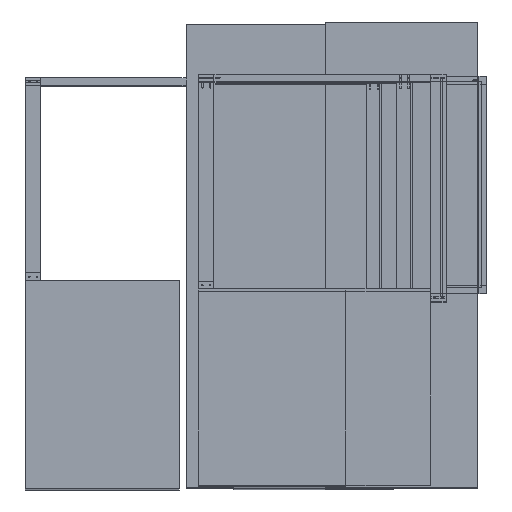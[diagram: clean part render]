
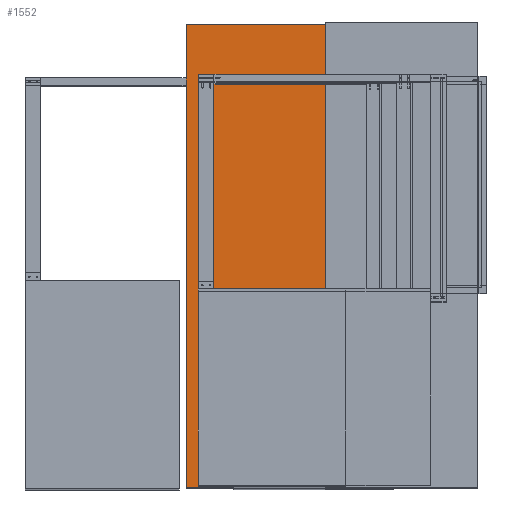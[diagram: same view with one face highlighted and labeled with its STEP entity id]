
A CAD part, top view. The second image highlights one B-rep face of the part: STEP entity #1552.
In plain terms, the highlighted planar face has unit normal (0, 0, 1).
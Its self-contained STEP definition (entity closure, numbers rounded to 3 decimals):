
#1526 = VERTEX_POINT('',#1527);
#1527 = CARTESIAN_POINT('',(-332.,-375.,-5318.));
#1535 = VERTEX_POINT('',#1536);
#1536 = CARTESIAN_POINT('',(796.,-375.,-5318.));
#1542 = EDGE_CURVE('',#1526,#1535,#1543,.T.);
#1543 = LINE('',#1544,#1545);
#1544 = CARTESIAN_POINT('',(206.,-375.,-5318.));
#1545 = VECTOR('',#1546,1.);
#1546 = DIRECTION('',(1.,0.,0.));
#1552 = ADVANCED_FACE('',(#1553),#1578,.T.);
#1553 = FACE_BOUND('',#1554,.T.);
#1554 = EDGE_LOOP('',(#1555,#1563,#1564,#1572));
#1555 = ORIENTED_EDGE('',*,*,#1556,.F.);
#1556 = EDGE_CURVE('',#1526,#1557,#1559,.T.);
#1557 = VERTEX_POINT('',#1558);
#1558 = CARTESIAN_POINT('',(-332.,1415.523,-5318.));
#1559 = LINE('',#1560,#1561);
#1560 = CARTESIAN_POINT('',(-332.,-375.,-5318.));
#1561 = VECTOR('',#1562,1.);
#1562 = DIRECTION('',(0.,1.,0.));
#1563 = ORIENTED_EDGE('',*,*,#1542,.T.);
#1564 = ORIENTED_EDGE('',*,*,#1565,.F.);
#1565 = EDGE_CURVE('',#1566,#1535,#1568,.T.);
#1566 = VERTEX_POINT('',#1567);
#1567 = CARTESIAN_POINT('',(796.,1415.523,
    -5318.));
#1568 = LINE('',#1569,#1570);
#1569 = CARTESIAN_POINT('',(796.,-375.,-5318.));
#1570 = VECTOR('',#1571,1.);
#1571 = DIRECTION('',(0.,-1.,0.));
#1572 = ORIENTED_EDGE('',*,*,#1573,.F.);
#1573 = EDGE_CURVE('',#1557,#1566,#1574,.T.);
#1574 = LINE('',#1575,#1576);
#1575 = CARTESIAN_POINT('',(206.,1415.523,
    -5318.));
#1576 = VECTOR('',#1577,1.);
#1577 = DIRECTION('',(1.,0.,0.));
#1578 = PLANE('',#1579);
#1579 = AXIS2_PLACEMENT_3D('',#1580,#1581,#1582);
#1580 = CARTESIAN_POINT('',(206.,1415.523,
    -5318.));
#1581 = DIRECTION('',(0.,0.,1.));
#1582 = DIRECTION('',(-0.,-1.,0.));
